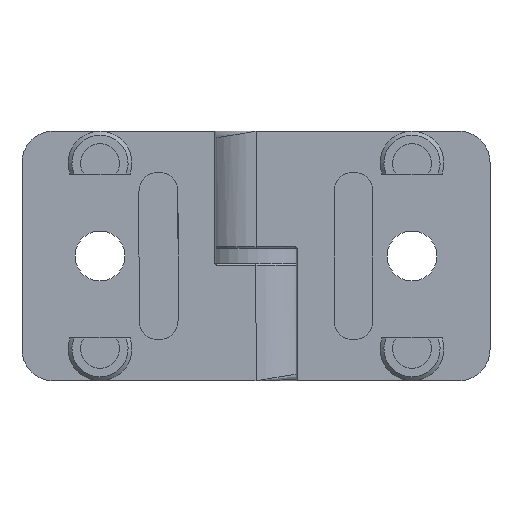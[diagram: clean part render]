
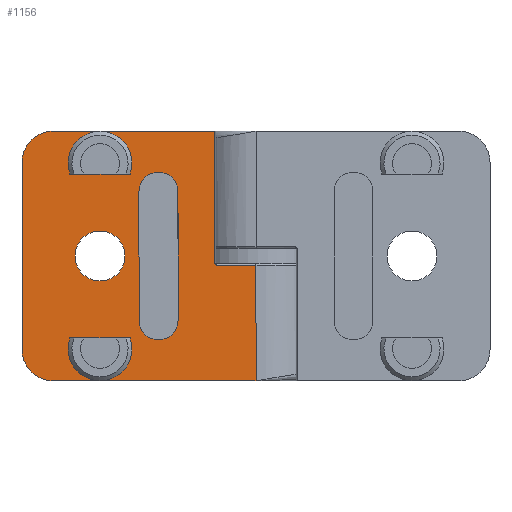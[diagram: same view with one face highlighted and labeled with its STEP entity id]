
A CAD part, front view. The second image highlights one B-rep face of the part: STEP entity #1156.
In plain terms, the highlighted planar face has unit normal (0, -1, 0).
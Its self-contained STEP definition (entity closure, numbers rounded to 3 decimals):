
#41=B_SPLINE_CURVE_WITH_KNOTS('',3,(#2171,#2172,#2173,#2174,#2175,#2176,
#2177,#2178,#2179,#2180),.UNSPECIFIED.,.F.,.F.,(4,2,2,2,4),(-0.002,
0.,0.016,0.027,0.031),
 .UNSPECIFIED.);
#68=FACE_BOUND('',#214,.T.);
#69=FACE_BOUND('',#215,.T.);
#75=PLANE('',#1345);
#142=FACE_OUTER_BOUND('',#213,.T.);
#213=EDGE_LOOP('',(#873,#874,#875,#876,#877,#878,#879,#880,#881,#882,#883,
#884,#885,#886,#887,#888,#889,#890,#891,#892,#893));
#214=EDGE_LOOP('',(#894,#895));
#215=EDGE_LOOP('',(#896,#897,#898,#899));
#291=LINE('',#2160,#367);
#293=LINE('',#2169,#369);
#294=LINE('',#2182,#370);
#295=LINE('',#2183,#371);
#296=LINE('',#2184,#372);
#297=LINE('',#2185,#373);
#298=LINE('',#2186,#374);
#299=LINE('',#2188,#375);
#300=LINE('',#2192,#376);
#301=LINE('',#2195,#377);
#302=LINE('',#2196,#378);
#303=LINE('',#2197,#379);
#304=LINE('',#2198,#380);
#305=LINE('',#2199,#381);
#306=LINE('',#2204,#382);
#307=LINE('',#2207,#383);
#367=VECTOR('',#1566,1000.);
#369=VECTOR('',#1576,1000.);
#370=VECTOR('',#1577,1000.);
#371=VECTOR('',#1578,1000.);
#372=VECTOR('',#1579,1000.);
#373=VECTOR('',#1580,1000.);
#374=VECTOR('',#1581,1000.);
#375=VECTOR('',#1582,1000.);
#376=VECTOR('',#1585,1000.);
#377=VECTOR('',#1588,1000.);
#378=VECTOR('',#1589,1000.);
#379=VECTOR('',#1590,1000.);
#380=VECTOR('',#1591,1000.);
#381=VECTOR('',#1592,1000.);
#382=VECTOR('',#1595,1000.);
#383=VECTOR('',#1598,1000.);
#439=CIRCLE('',#1318,4.1);
#440=CIRCLE('',#1319,4.1);
#443=CIRCLE('',#1324,4.1);
#444=CIRCLE('',#1325,4.1);
#457=CIRCLE('',#1343,3.2);
#458=CIRCLE('',#1344,3.2);
#459=CIRCLE('',#1346,4.);
#460=CIRCLE('',#1347,4.);
#461=CIRCLE('',#1348,2.5);
#462=CIRCLE('',#1349,2.5);
#519=VERTEX_POINT('',#1881);
#522=VERTEX_POINT('',#1887);
#525=VERTEX_POINT('',#1894);
#526=VERTEX_POINT('',#1896);
#527=VERTEX_POINT('',#1898);
#530=VERTEX_POINT('',#1905);
#533=VERTEX_POINT('',#1911);
#534=VERTEX_POINT('',#1915);
#535=VERTEX_POINT('',#1917);
#536=VERTEX_POINT('',#1919);
#549=VERTEX_POINT('',#1959);
#553=VERTEX_POINT('',#2158);
#554=VERTEX_POINT('',#2162);
#555=VERTEX_POINT('',#2164);
#556=VERTEX_POINT('',#2168);
#557=VERTEX_POINT('',#2170);
#558=VERTEX_POINT('',#2181);
#559=VERTEX_POINT('',#2187);
#560=VERTEX_POINT('',#2189);
#561=VERTEX_POINT('',#2191);
#562=VERTEX_POINT('',#2193);
#563=VERTEX_POINT('',#2200);
#564=VERTEX_POINT('',#2201);
#565=VERTEX_POINT('',#2203);
#566=VERTEX_POINT('',#2205);
#641=EDGE_CURVE('',#525,#526,#439,.T.);
#642=EDGE_CURVE('',#526,#527,#440,.T.);
#651=EDGE_CURVE('',#534,#535,#443,.T.);
#652=EDGE_CURVE('',#536,#535,#444,.T.);
#673=EDGE_CURVE('',#553,#549,#291,.T.);
#675=EDGE_CURVE('',#554,#555,#457,.T.);
#676=EDGE_CURVE('',#555,#554,#458,.T.);
#677=EDGE_CURVE('',#553,#556,#293,.T.);
#678=EDGE_CURVE('',#556,#557,#41,.T.);
#679=EDGE_CURVE('',#558,#557,#294,.T.);
#680=EDGE_CURVE('',#526,#558,#295,.T.);
#681=EDGE_CURVE('',#522,#525,#296,.T.);
#682=EDGE_CURVE('',#519,#522,#297,.T.);
#683=EDGE_CURVE('',#527,#519,#298,.T.);
#684=EDGE_CURVE('',#559,#526,#299,.T.);
#685=EDGE_CURVE('',#559,#560,#459,.T.);
#686=EDGE_CURVE('',#560,#561,#300,.T.);
#687=EDGE_CURVE('',#561,#562,#460,.T.);
#688=EDGE_CURVE('',#535,#562,#301,.T.);
#689=EDGE_CURVE('',#533,#534,#302,.T.);
#690=EDGE_CURVE('',#530,#533,#303,.T.);
#691=EDGE_CURVE('',#536,#530,#304,.T.);
#692=EDGE_CURVE('',#549,#535,#305,.T.);
#693=EDGE_CURVE('',#563,#564,#461,.T.);
#694=EDGE_CURVE('',#565,#563,#306,.T.);
#695=EDGE_CURVE('',#566,#565,#462,.T.);
#696=EDGE_CURVE('',#564,#566,#307,.T.);
#873=ORIENTED_EDGE('',*,*,#673,.F.);
#874=ORIENTED_EDGE('',*,*,#677,.T.);
#875=ORIENTED_EDGE('',*,*,#678,.T.);
#876=ORIENTED_EDGE('',*,*,#679,.F.);
#877=ORIENTED_EDGE('',*,*,#680,.F.);
#878=ORIENTED_EDGE('',*,*,#641,.F.);
#879=ORIENTED_EDGE('',*,*,#681,.F.);
#880=ORIENTED_EDGE('',*,*,#682,.F.);
#881=ORIENTED_EDGE('',*,*,#683,.F.);
#882=ORIENTED_EDGE('',*,*,#642,.F.);
#883=ORIENTED_EDGE('',*,*,#684,.F.);
#884=ORIENTED_EDGE('',*,*,#685,.T.);
#885=ORIENTED_EDGE('',*,*,#686,.T.);
#886=ORIENTED_EDGE('',*,*,#687,.T.);
#887=ORIENTED_EDGE('',*,*,#688,.F.);
#888=ORIENTED_EDGE('',*,*,#651,.F.);
#889=ORIENTED_EDGE('',*,*,#689,.F.);
#890=ORIENTED_EDGE('',*,*,#690,.F.);
#891=ORIENTED_EDGE('',*,*,#691,.F.);
#892=ORIENTED_EDGE('',*,*,#652,.T.);
#893=ORIENTED_EDGE('',*,*,#692,.F.);
#894=ORIENTED_EDGE('',*,*,#676,.F.);
#895=ORIENTED_EDGE('',*,*,#675,.F.);
#896=ORIENTED_EDGE('',*,*,#693,.F.);
#897=ORIENTED_EDGE('',*,*,#694,.F.);
#898=ORIENTED_EDGE('',*,*,#695,.F.);
#899=ORIENTED_EDGE('',*,*,#696,.F.);
#1156=ADVANCED_FACE('',(#142,#68,#69),#75,.T.);
#1318=AXIS2_PLACEMENT_3D('',#1897,#1507,#1508);
#1319=AXIS2_PLACEMENT_3D('',#1899,#1509,#1510);
#1324=AXIS2_PLACEMENT_3D('',#1918,#1525,#1526);
#1325=AXIS2_PLACEMENT_3D('',#1920,#1527,#1528);
#1343=AXIS2_PLACEMENT_3D('',#2165,#1570,#1571);
#1344=AXIS2_PLACEMENT_3D('',#2166,#1572,#1573);
#1345=AXIS2_PLACEMENT_3D('',#2167,#1574,#1575);
#1346=AXIS2_PLACEMENT_3D('',#2190,#1583,#1584);
#1347=AXIS2_PLACEMENT_3D('',#2194,#1586,#1587);
#1348=AXIS2_PLACEMENT_3D('',#2202,#1593,#1594);
#1349=AXIS2_PLACEMENT_3D('',#2206,#1596,#1597);
#1507=DIRECTION('center_axis',(0.,-1.,0.));
#1508=DIRECTION('ref_axis',(-1.,0.,0.));
#1509=DIRECTION('center_axis',(0.,-1.,0.));
#1510=DIRECTION('ref_axis',(-1.,0.,0.));
#1525=DIRECTION('center_axis',(0.,-1.,0.));
#1526=DIRECTION('ref_axis',(1.,0.,0.));
#1527=DIRECTION('center_axis',(0.,1.,0.));
#1528=DIRECTION('ref_axis',(1.,0.,0.));
#1566=DIRECTION('',(0.,0.,1.));
#1570=DIRECTION('center_axis',(0.,-1.,0.));
#1571=DIRECTION('ref_axis',(1.,0.,0.));
#1572=DIRECTION('center_axis',(0.,-1.,0.));
#1573=DIRECTION('ref_axis',(1.,0.,0.));
#1574=DIRECTION('center_axis',(0.,-1.,0.));
#1575=DIRECTION('ref_axis',(1.,0.,0.));
#1576=DIRECTION('',(1.,0.,0.));
#1577=DIRECTION('',(0.,0.,1.));
#1578=DIRECTION('',(-1.,0.,0.));
#1579=DIRECTION('',(-1.,0.,0.));
#1580=DIRECTION('',(-1.,0.,0.));
#1581=DIRECTION('',(-1.,0.,0.));
#1582=DIRECTION('',(-1.,0.,0.));
#1583=DIRECTION('center_axis',(0.,-1.,0.));
#1584=DIRECTION('ref_axis',(1.,0.,0.));
#1585=DIRECTION('',(0.,0.,1.));
#1586=DIRECTION('center_axis',(0.,-1.,0.));
#1587=DIRECTION('ref_axis',(1.,0.,0.));
#1588=DIRECTION('',(1.,0.,0.));
#1589=DIRECTION('',(1.,0.,0.));
#1590=DIRECTION('',(1.,0.,0.));
#1591=DIRECTION('',(1.,0.,0.));
#1592=DIRECTION('',(1.,0.,0.));
#1593=DIRECTION('center_axis',(0.,-1.,0.));
#1594=DIRECTION('ref_axis',(-1.,0.,0.));
#1595=DIRECTION('',(0.,0.,1.));
#1596=DIRECTION('center_axis',(0.,-1.,0.));
#1597=DIRECTION('ref_axis',(1.,0.,0.));
#1598=DIRECTION('',(0.,0.,-1.));
#1881=CARTESIAN_POINT('',(22.071,-7.5,-11.5));
#1887=CARTESIAN_POINT('',(17.929,-7.5,-11.5));
#1894=CARTESIAN_POINT('',(16.146,-7.5,-11.5));
#1896=CARTESIAN_POINT('',(20.,-7.5,-17.));
#1897=CARTESIAN_POINT('Origin',(20.,-7.5,-12.9));
#1898=CARTESIAN_POINT('',(23.854,-7.5,-11.5));
#1899=CARTESIAN_POINT('Origin',(20.,-7.5,-12.9));
#1905=CARTESIAN_POINT('',(17.929,-7.5,9.5));
#1911=CARTESIAN_POINT('',(22.071,-7.5,9.5));
#1915=CARTESIAN_POINT('',(23.854,-7.5,9.5));
#1917=CARTESIAN_POINT('',(20.,-7.5,15.));
#1918=CARTESIAN_POINT('Origin',(20.,-7.5,10.9));
#1919=CARTESIAN_POINT('',(16.146,-7.5,9.5));
#1920=CARTESIAN_POINT('Origin',(20.,-7.5,10.9));
#1959=CARTESIAN_POINT('',(0.,-7.5,15.));
#2158=CARTESIAN_POINT('',(0.,-7.5,0.2));
#2160=CARTESIAN_POINT('',(0.,-7.5,0.));
#2162=CARTESIAN_POINT('',(16.8,-7.5,-1.));
#2164=CARTESIAN_POINT('',(23.2,-7.5,-1.));
#2165=CARTESIAN_POINT('Origin',(20.,-7.5,-1.));
#2166=CARTESIAN_POINT('Origin',(20.,-7.5,-1.));
#2167=CARTESIAN_POINT('Origin',(0.,-7.5,0.));
#2168=CARTESIAN_POINT('',(5.117,-7.5,0.2));
#2169=CARTESIAN_POINT('',(5.3,-7.5,0.2));
#2170=CARTESIAN_POINT('',(5.3,-7.5,-0.135));
#2171=CARTESIAN_POINT('Ctrl Pts',(5.117,-7.5,0.2));
#2172=CARTESIAN_POINT('Ctrl Pts',(5.12,-7.5,0.196));
#2173=CARTESIAN_POINT('Ctrl Pts',(5.123,-7.5,0.194));
#2174=CARTESIAN_POINT('Ctrl Pts',(5.163,-7.5,0.154));
#2175=CARTESIAN_POINT('Ctrl Pts',(5.208,-7.5,0.107));
#2176=CARTESIAN_POINT('Ctrl Pts',(5.268,-7.5,0.008));
#2177=CARTESIAN_POINT('Ctrl Pts',(5.287,-7.5,-0.037));
#2178=CARTESIAN_POINT('Ctrl Pts',(5.298,-7.5,-0.101));
#2179=CARTESIAN_POINT('Ctrl Pts',(5.3,-7.5,-0.118));
#2180=CARTESIAN_POINT('Ctrl Pts',(5.3,-7.5,-0.135));
#2181=CARTESIAN_POINT('',(5.3,-7.5,-17.));
#2182=CARTESIAN_POINT('',(5.3,-7.5,-17.));
#2183=CARTESIAN_POINT('',(5.3,-7.5,-17.));
#2184=CARTESIAN_POINT('',(16.146,-7.5,-11.5));
#2185=CARTESIAN_POINT('',(17.929,-7.5,-11.5));
#2186=CARTESIAN_POINT('',(22.071,-7.5,-11.5));
#2187=CARTESIAN_POINT('',(26.,-7.5,-17.));
#2188=CARTESIAN_POINT('',(5.3,-7.5,-17.));
#2189=CARTESIAN_POINT('',(30.,-7.5,-13.));
#2190=CARTESIAN_POINT('Origin',(26.,-7.5,-13.));
#2191=CARTESIAN_POINT('',(30.,-7.5,11.));
#2192=CARTESIAN_POINT('',(30.,-7.5,0.));
#2193=CARTESIAN_POINT('',(26.,-7.5,15.));
#2194=CARTESIAN_POINT('Origin',(26.,-7.5,11.));
#2195=CARTESIAN_POINT('',(0.,-7.5,15.));
#2196=CARTESIAN_POINT('',(22.071,-7.5,9.5));
#2197=CARTESIAN_POINT('',(17.929,-7.5,9.5));
#2198=CARTESIAN_POINT('',(16.146,-7.5,9.5));
#2199=CARTESIAN_POINT('',(0.,-7.5,15.));
#2200=CARTESIAN_POINT('',(15.,-7.5,7.25));
#2201=CARTESIAN_POINT('',(10.,-7.5,7.25));
#2202=CARTESIAN_POINT('Origin',(12.5,-7.5,7.25));
#2203=CARTESIAN_POINT('',(15.,-7.5,-9.25));
#2204=CARTESIAN_POINT('',(15.,-7.5,7.25));
#2205=CARTESIAN_POINT('',(10.,-7.5,-9.25));
#2206=CARTESIAN_POINT('Origin',(12.5,-7.5,-9.25));
#2207=CARTESIAN_POINT('',(10.,-7.5,7.25));
